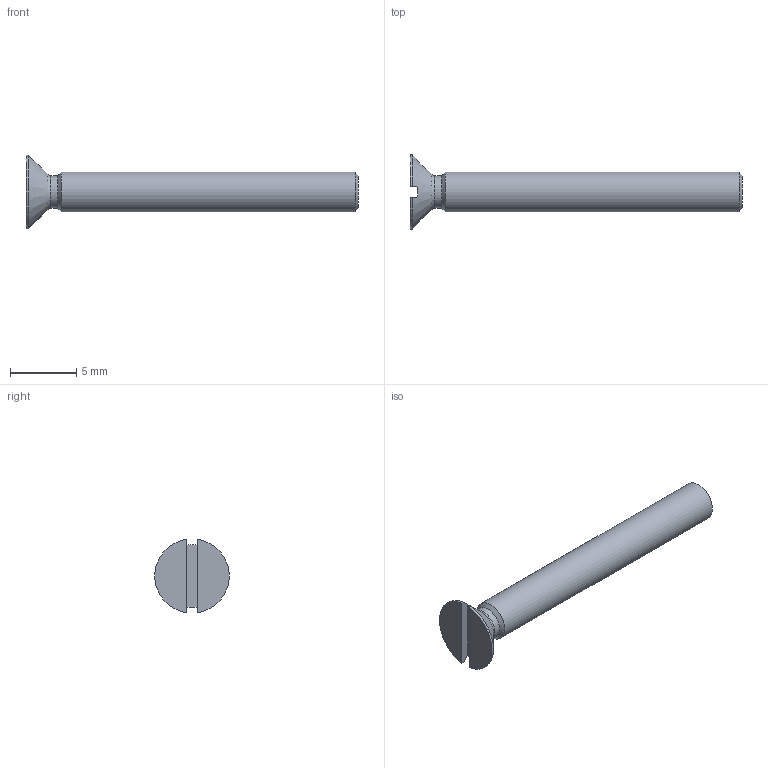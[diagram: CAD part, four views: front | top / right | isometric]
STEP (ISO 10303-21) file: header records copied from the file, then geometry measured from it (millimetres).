
FILE_DESCRIPTION(/* description */ ('STEP AP242','CAx-IF Rec.Pracs.---Representation and Presentation of Product Manufacturing Information (PMI)---4.0---2014-10-13','CAx-IF Rec.Pracs.---3D Tessellated Geometry---0.4---2014-09-14','2;1'),/* implementation_level */ '2;1');
FILE_NAME(/* name */ 'Senkschraube DIN 963 A V2 A M3x25 56440.030.025(High)',/* time_stamp */ '2023-10-26T20:47:15+02:00',/* author */ ('License CC BY-ND 4.0'),/* organization */ ('CADENAS'),/* preprocessor_version */ 'ST-DEVELOPER v19.3',/* originating_system */ 'PARTsolutions',/* authorisation */ ' ');
FILE_SCHEMA (('AP242_MANAGED_MODEL_BASED_3D_ENGINEERING_MIM_LF { 1 0 10303 442 1 1 4 }'));
Length unit declared in the file: millimetre
Products named in the file (1): Senkschraube DIN 963 A V2 A M3x25 56440.030.025(High)
Bounding box: 25 x 5.58 x 5.54 mm (x, y, z)
Volume: 184.9 mm3; surface area: 284.4 mm2
Topology: 1 solids, 1 shells, 14 faces, 31 edges, 19 vertices
Faces by surface type: plane 6, cylinder 4, cone 3, torus 1
Full cylindrical faces by diameter (mm): 2.454 x1, 3 x1
Entity records: 374 total; most frequent: CARTESIAN_POINT 69, DIRECTION 62, ORIENTED_EDGE 48, AXIS2_PLACEMENT_3D 27, EDGE_CURVE 24, EDGE_LOOP 20, FACE_BOUND 20, VERTEX_POINT 18
